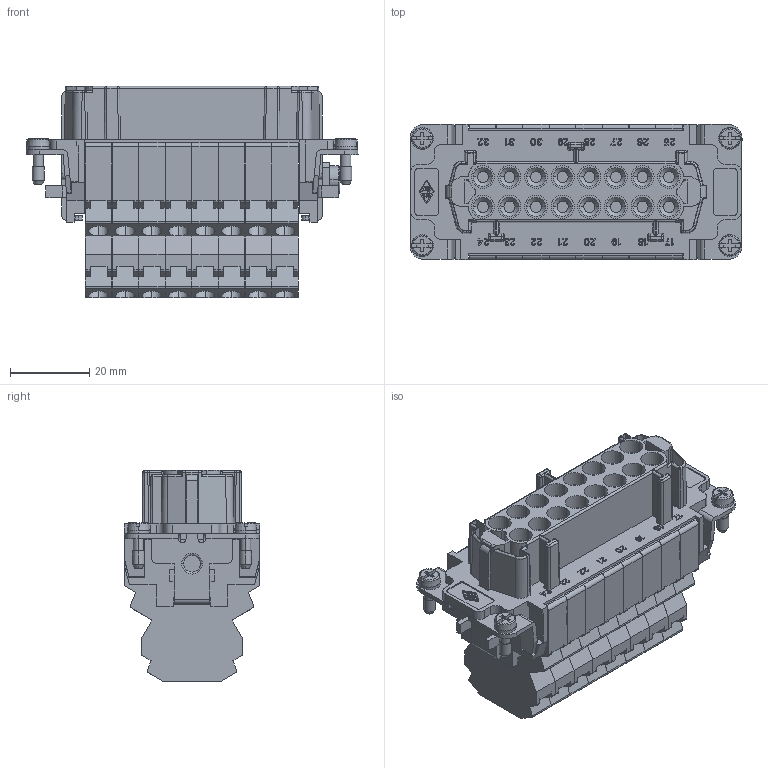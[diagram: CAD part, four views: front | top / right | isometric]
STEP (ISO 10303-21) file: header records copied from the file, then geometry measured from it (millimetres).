
FILE_DESCRIPTION(('Creo Elements/Direct Modeling STEP Export'),'2;1');
FILE_NAME('0lndrr043n7kppb3952','2016-07-14T15:19:14',(''),(''),'PTC Creo Elements/Direct Modeling STEP processor for AP214 (Solid Model)','PTC Creo Elements/Direct Modeling 19.0B 21-Mar-2015 (C) Parametric Technology GmbH','');
FILE_SCHEMA(('AUTOMOTIVE_DESIGN { 1 0 10303 214 1 1 1 1 }'));
Products named in the file (2): CSSF_16_N
Assembly tree (1 placements, depth 2):
  CSSF_16_N
    CSSF_16_N
Bounding box: 83.6 x 34 x 53.2 mm (x, y, z)
Volume: 70298.1 mm3; surface area: 42627.7 mm2
Topology: 1 solids, 5 shells, 1817 faces, 7819 edges, 6102 vertices
Faces by surface type: plane 1191, cylinder 464, cone 114, sphere 16, torus 14, bspline 10, extrusion 8
Entity records: 108978 total; most frequent: CARTESIAN_POINT 29911, ORIENTED_EDGE 15606, DIRECTION 11524, EDGE_CURVE 7803, VECTOR 6352, LINE 6344, VERTEX_POINT 6102, AXIS2_PLACEMENT_3D 2586
